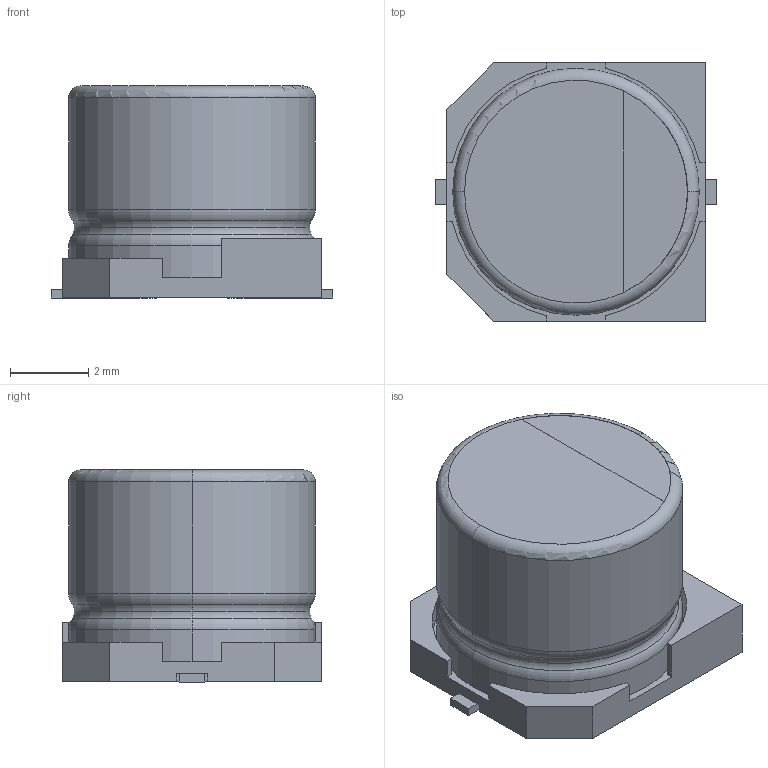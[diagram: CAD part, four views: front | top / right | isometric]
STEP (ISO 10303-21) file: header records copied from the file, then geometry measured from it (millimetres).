
FILE_DESCRIPTION (( 'STEP AP214' ), '1' );
FILE_NAME ('CAP-SMD_BD6.3-L6.6-W6.6-LS7.2-FD_3.step', '2024-08-05T08:44:14', ( '' ), ( '' ), 'SwSTEP 2.0', 'SolidWorks 2021', '' );
FILE_SCHEMA (( 'AUTOMOTIVE_DESIGN' ));
Length unit declared in the file: millimetre
Products named in the file (1): CAP-SMD_BD6.3-L6.6-W6.6-LS7.2-FD_3
Bounding box: 7.2 x 6.6 x 5.42 mm (x, y, z)
Volume: 178.8 mm3; surface area: 224 mm2
Topology: 1 solids, 1 shells, 290 faces, 786 edges, 518 vertices
Faces by surface type: plane 169, bspline 98, cylinder 13, torus 10
Entity records: 12787 total; most frequent: CARTESIAN_POINT 2901, ORIENTED_EDGE 1572, DIRECTION 1017, EDGE_CURVE 786, VECTOR 541, LINE 541, VERTEX_POINT 518, EDGE_LOOP 310
